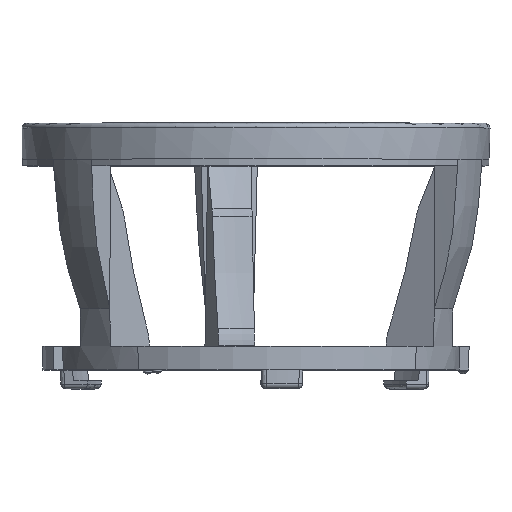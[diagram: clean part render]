
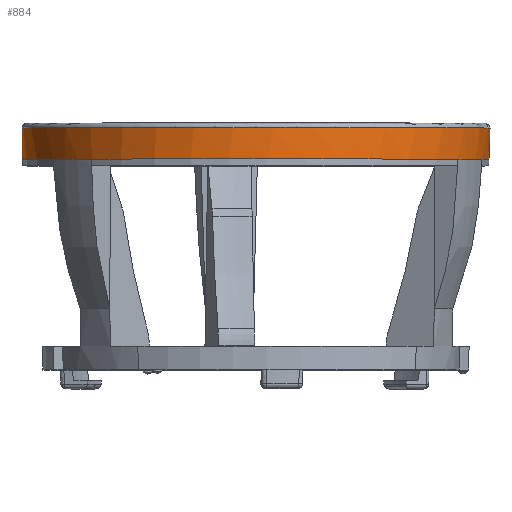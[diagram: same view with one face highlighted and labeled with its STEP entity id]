
A CAD part, top view. The second image highlights one B-rep face of the part: STEP entity #884.
In plain terms, the highlighted conical face has half-angle 1 degrees and reference radius 24.9 mm.
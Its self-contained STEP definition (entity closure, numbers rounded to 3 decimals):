
#884=ADVANCED_FACE('',(#1849,#1850),#1851,.T.);
#1849=FACE_OUTER_BOUND('',#3227,.T.);
#1850=FACE_BOUND('',#3228,.T.);
#1851=CONICAL_SURFACE('',#3229,24.9,0.017);
#3227=EDGE_LOOP('',(#6222));
#3228=EDGE_LOOP('',(#6223,#6224,#6225,#6226,#6227,#6228));
#3229=AXIS2_PLACEMENT_3D('',#6229,#6230,#6231);
#6222=ORIENTED_EDGE('',*,*,#8424,.T.);
#6223=ORIENTED_EDGE('',*,*,#8139,.F.);
#6224=ORIENTED_EDGE('',*,*,#8446,.F.);
#6225=ORIENTED_EDGE('',*,*,#8123,.F.);
#6226=ORIENTED_EDGE('',*,*,#8447,.F.);
#6227=ORIENTED_EDGE('',*,*,#8148,.F.);
#6228=ORIENTED_EDGE('',*,*,#8448,.F.);
#6229=CARTESIAN_POINT('',(0.0,26.232,0.0));
#6230=DIRECTION('',(-0.0,1.0,-0.0));
#6231=DIRECTION('',(0.0,0.0,1.0));
#8123=EDGE_CURVE('',#9800,#9798,#9802,.T.);
#8139=EDGE_CURVE('',#9820,#9822,#9823,.T.);
#8148=EDGE_CURVE('',#9835,#9831,#9837,.T.);
#8424=EDGE_CURVE('',#10267,#10267,#10268,.T.);
#8446=EDGE_CURVE('',#9798,#9820,#10298,.T.);
#8447=EDGE_CURVE('',#9831,#9800,#10299,.T.);
#8448=EDGE_CURVE('',#9822,#9835,#10300,.T.);
#9798=VERTEX_POINT('',#12650);
#9800=VERTEX_POINT('',#12656);
#9802=CIRCLE('',#12662,24.833);
#9820=VERTEX_POINT('',#12701);
#9822=VERTEX_POINT('',#12707);
#9823=CIRCLE('',#12708,24.833);
#9831=VERTEX_POINT('',#12720);
#9835=VERTEX_POINT('',#12728);
#9837=CIRCLE('',#12734,24.833);
#10267=VERTEX_POINT('',#13625);
#10268=CIRCLE('',#13626,24.891);
#10298=CIRCLE('',#13680,24.833);
#10299=CIRCLE('',#13681,24.833);
#10300=CIRCLE('',#13682,24.833);
#12650=CARTESIAN_POINT('',(-6.544,22.4,-23.955));
#12656=CARTESIAN_POINT('',(-21.566,22.4,12.312));
#12662=AXIS2_PLACEMENT_3D('',#14615,#14616,#14617);
#12701=CARTESIAN_POINT('',(0.121,22.4,-24.833));
#12707=CARTESIAN_POINT('',(24.018,22.4,6.311));
#12708=AXIS2_PLACEMENT_3D('',#14637,#14638,#14639);
#12720=CARTESIAN_POINT('',(-17.474,22.4,17.645));
#12728=CARTESIAN_POINT('',(21.446,22.4,12.521));
#12734=AXIS2_PLACEMENT_3D('',#14649,#14650,#14651);
#13625=CARTESIAN_POINT('',(0.0,25.723,-24.891));
#13626=AXIS2_PLACEMENT_3D('',#14966,#14967,#14968);
#13680=AXIS2_PLACEMENT_3D('',#14992,#14993,#14994);
#13681=AXIS2_PLACEMENT_3D('',#14995,#14996,#14997);
#13682=AXIS2_PLACEMENT_3D('',#14998,#14999,#15000);
#14615=CARTESIAN_POINT('',(0.0,22.4,0.0));
#14616=DIRECTION('',(0.0,-1.0,0.0));
#14617=DIRECTION('',(0.0,0.0,-1.0));
#14637=CARTESIAN_POINT('',(0.0,22.4,0.0));
#14638=DIRECTION('',(0.0,-1.0,0.0));
#14639=DIRECTION('',(0.0,0.0,-1.0));
#14649=CARTESIAN_POINT('',(0.0,22.4,0.0));
#14650=DIRECTION('',(0.0,-1.0,0.0));
#14651=DIRECTION('',(0.0,0.0,-1.0));
#14966=CARTESIAN_POINT('',(0.0,25.723,0.0));
#14967=DIRECTION('',(0.0,-1.0,0.0));
#14968=DIRECTION('',(0.0,0.0,-1.0));
#14992=CARTESIAN_POINT('',(0.0,22.4,0.0));
#14993=DIRECTION('',(0.0,-1.0,0.0));
#14994=DIRECTION('',(0.0,0.0,-1.0));
#14995=CARTESIAN_POINT('',(0.0,22.4,0.0));
#14996=DIRECTION('',(0.0,-1.0,0.0));
#14997=DIRECTION('',(0.0,0.0,-1.0));
#14998=CARTESIAN_POINT('',(0.0,22.4,0.0));
#14999=DIRECTION('',(0.0,-1.0,0.0));
#15000=DIRECTION('',(0.0,0.0,-1.0));
